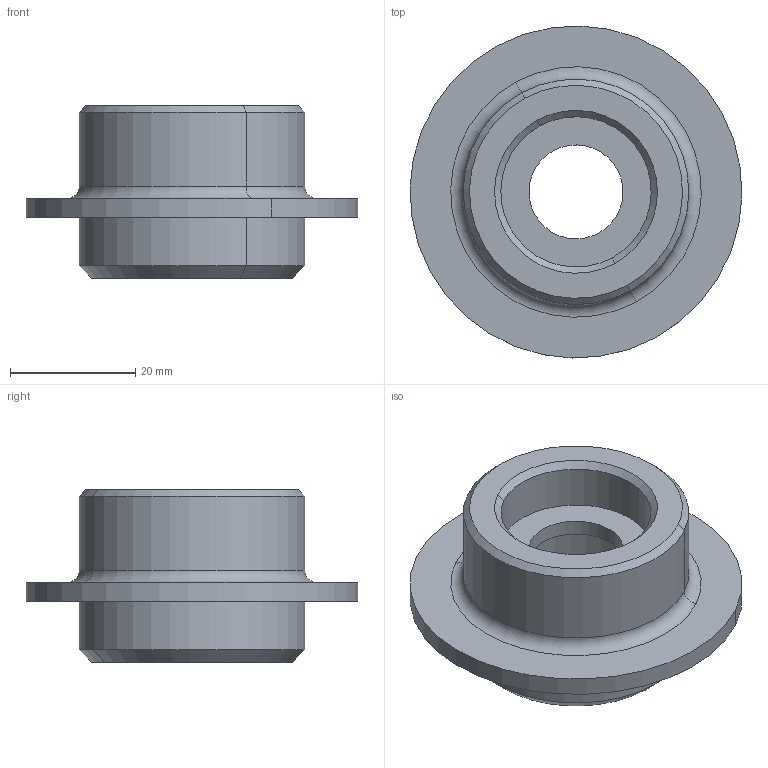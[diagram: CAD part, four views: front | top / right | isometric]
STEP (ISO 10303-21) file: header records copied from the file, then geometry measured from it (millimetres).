
FILE_DESCRIPTION(('CATIA V5 STEP Exchange'),'2;1');
FILE_NAME('9150077_Bague guidage selecteur_C.stp','2018-02-28T12:56:49+00:00',('none'),('none'),'Version 5-6 Release 2012','CATIA V5 STEP AP203','none');
FILE_SCHEMA(('CONFIG_CONTROL_DESIGN'));
Length unit declared in the file: millimetre
Products named in the file (1): 9150077_Bague guidage selecteur
Bounding box: 52.99 x 52.99 x 27.5 mm (x, y, z)
Volume: 16888.4 mm3; surface area: 9125 mm2
Topology: 1 solids, 1 shells, 28 faces, 56 edges, 34 vertices
Faces by surface type: cylinder 12, plane 6, cone 6, torus 4
Entity records: 711 total; most frequent: CARTESIAN_POINT 112, ORIENTED_EDGE 112, DIRECTION 98, AXIS2_PLACEMENT_3D 60, EDGE_CURVE 56, CIRCLE 38, EDGE_LOOP 34, VERTEX_POINT 34
